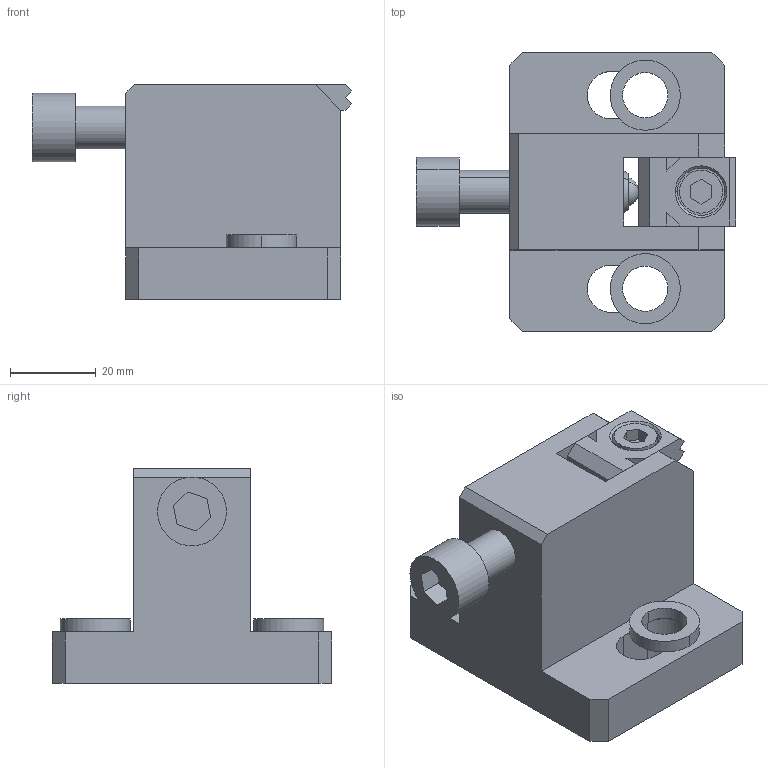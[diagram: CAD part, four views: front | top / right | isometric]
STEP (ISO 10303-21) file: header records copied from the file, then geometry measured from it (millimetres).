
FILE_DESCRIPTION (( 'STEP AP203' ), '1' );
FILE_NAME ('cp101-10050.STEP', '2021-10-25T23:49:20', ( '' ), ( '' ), 'SwSTEP 2.0', 'SolidWorks 2020', '' );
FILE_SCHEMA (( 'CONFIG_CONTROL_DESIGN' ));
Length unit declared in the file: millimetre
Products named in the file (5): cp101-10050_04; cp101-10050_01; cp101-10050; cp101-10050_02; cp101-10050_03
Assembly tree (4 placements, depth 2):
  cp101-10050
    cp101-10050_01
    cp101-10050_02
    cp101-10050_03
    cp101-10050_04
Bounding box: 74.2 x 65 x 50 mm (x, y, z)
Volume: 84085.1 mm3; surface area: 24445.7 mm2
Topology: 4 solids, 6 shells, 140 faces, 338 edges, 223 vertices
Faces by surface type: plane 88, cylinder 40, cone 10, sphere 2
Entity records: 4629 total; most frequent: DIRECTION 728, CARTESIAN_POINT 708, ORIENTED_EDGE 676, EDGE_CURVE 338, AXIS2_PLACEMENT_3D 243, LINE 242, VECTOR 242, VERTEX_POINT 223
